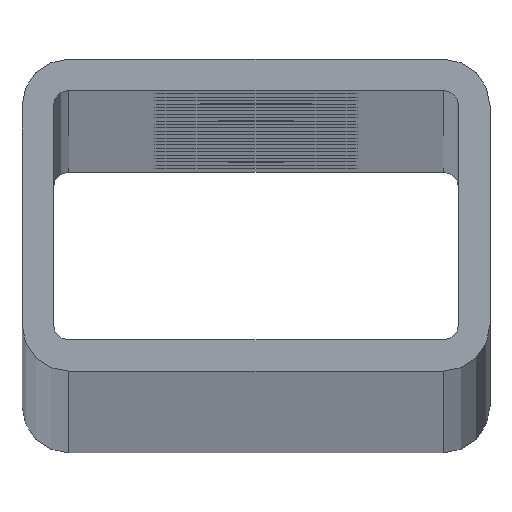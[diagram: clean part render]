
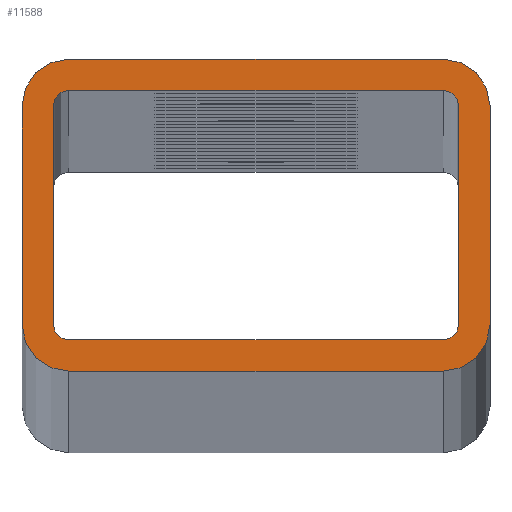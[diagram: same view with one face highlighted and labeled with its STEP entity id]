
A CAD part, top view. The second image highlights one B-rep face of the part: STEP entity #11588.
In plain terms, the highlighted planar face has unit normal (0, 0, 1).
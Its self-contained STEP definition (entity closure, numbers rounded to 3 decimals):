
#22 = EDGE_CURVE ( 'NONE', #9115, #6592, #11475, .T. ) ;
#201 = LINE ( 'NONE', #13151, #7401 ) ;
#229 = CIRCLE ( 'NONE', #7083, 3. ) ;
#231 = VERTEX_POINT ( 'NONE', #9002 ) ;
#273 = CARTESIAN_POINT ( 'NONE',  ( 15., 7., 1500. ) ) ;
#350 = DIRECTION ( 'NONE',  ( 0., 0., 1. ) ) ;
#478 = LINE ( 'NONE', #10200, #11257 ) ;
#480 = CARTESIAN_POINT ( 'NONE',  ( -12., -8., 1500. ) ) ;
#495 = LINE ( 'NONE', #10680, #11631 ) ;
#557 = DIRECTION ( 'NONE',  ( 0., 0., 1. ) ) ;
#575 = AXIS2_PLACEMENT_3D ( 'NONE', #3859, #12008, #4886 ) ;
#619 = DIRECTION ( 'NONE',  ( 1., 0., 0. ) ) ;
#719 = CARTESIAN_POINT ( 'NONE',  ( -15., 7., 1500. ) ) ;
#744 = CARTESIAN_POINT ( 'NONE',  ( -12., -10., 1500. ) ) ;
#774 = ORIENTED_EDGE ( 'NONE', *, *, #10619, .T. ) ;
#910 = VERTEX_POINT ( 'NONE', #10628 ) ;
#939 = EDGE_CURVE ( 'NONE', #10172, #7287, #495, .T. ) ;
#1159 = CARTESIAN_POINT ( 'NONE',  ( 12., 7., 1500. ) ) ;
#1494 = CARTESIAN_POINT ( 'NONE',  ( 12., -8., 1500. ) ) ;
#1537 = LINE ( 'NONE', #744, #7589 ) ;
#1973 = CARTESIAN_POINT ( 'NONE',  ( -13., 7., 1500. ) ) ;
#2020 = VERTEX_POINT ( 'NONE', #3234 ) ;
#2109 = EDGE_CURVE ( 'NONE', #4777, #231, #3332, .T. ) ;
#2147 = EDGE_CURVE ( 'NONE', #9684, #6347, #10635, .T. ) ;
#2196 = VERTEX_POINT ( 'NONE', #8379 ) ;
#2210 = CARTESIAN_POINT ( 'NONE',  ( 12., -10., 1500. ) ) ;
#2238 = CARTESIAN_POINT ( 'NONE',  ( -13., 7., 1500. ) ) ;
#2266 = EDGE_CURVE ( 'NONE', #12183, #10172, #6423, .T. ) ;
#2406 = EDGE_CURVE ( 'NONE', #2020, #910, #478, .T. ) ;
#2408 = DIRECTION ( 'NONE',  ( 1., 0., 0. ) ) ;
#2596 = DIRECTION ( 'NONE',  ( 0., 0., 1. ) ) ;
#3033 = FACE_OUTER_BOUND ( 'NONE', #7077, .T. ) ;
#3041 = AXIS2_PLACEMENT_3D ( 'NONE', #8613, #10711, #11752 ) ;
#3181 = DIRECTION ( 'NONE',  ( 1., 0., 0. ) ) ;
#3234 = CARTESIAN_POINT ( 'NONE',  ( 13., -7., 1500. ) ) ;
#3332 = LINE ( 'NONE', #719, #13060 ) ;
#3373 = ORIENTED_EDGE ( 'NONE', *, *, #9283, .T. ) ;
#3377 = EDGE_CURVE ( 'NONE', #231, #2196, #6242, .T. ) ;
#3566 = AXIS2_PLACEMENT_3D ( 'NONE', #6823, #557, #5864 ) ;
#3614 = VECTOR ( 'NONE', #7658, 1000. ) ;
#3695 = DIRECTION ( 'NONE',  ( 1., 0., 0. ) ) ;
#3859 = CARTESIAN_POINT ( 'NONE',  ( 12., -7., 1500. ) ) ;
#3946 = DIRECTION ( 'NONE',  ( 1., 0., 0. ) ) ;
#4153 = CARTESIAN_POINT ( 'NONE',  ( -12., 10., 1500. ) ) ;
#4171 = CARTESIAN_POINT ( 'NONE',  ( -12., 8., 1500. ) ) ;
#4180 = CARTESIAN_POINT ( 'NONE',  ( 12., 7., 1500. ) ) ;
#4435 = LINE ( 'NONE', #8751, #3614 ) ;
#4777 = VERTEX_POINT ( 'NONE', #11718 ) ;
#4886 = DIRECTION ( 'NONE',  ( 1., 0., 0. ) ) ;
#5009 = ORIENTED_EDGE ( 'NONE', *, *, #9683, .F. ) ;
#5093 = DIRECTION ( 'NONE',  ( 0., 1., 0. ) ) ;
#5112 = EDGE_CURVE ( 'NONE', #2196, #8396, #1537, .T. ) ;
#5157 = VERTEX_POINT ( 'NONE', #9773 ) ;
#5318 = ORIENTED_EDGE ( 'NONE', *, *, #2109, .T. ) ;
#5346 = DIRECTION ( 'NONE',  ( 0., -1., 0. ) ) ;
#5358 = EDGE_LOOP ( 'NONE', ( #5009, #11531, #8446, #6510, #12987, #11016, #12639, #6950 ) ) ;
#5422 = AXIS2_PLACEMENT_3D ( 'NONE', #1159, #11508, #13521 ) ;
#5583 = CARTESIAN_POINT ( 'NONE',  ( -12., -7., 1500. ) ) ;
#5647 = CARTESIAN_POINT ( 'NONE',  ( -12., 10., 1500. ) ) ;
#5658 = ORIENTED_EDGE ( 'NONE', *, *, #3377, .T. ) ;
#5864 = DIRECTION ( 'NONE',  ( -1., 0., 0. ) ) ;
#6081 = VECTOR ( 'NONE', #11486, 1000. ) ;
#6242 = CIRCLE ( 'NONE', #11197, 3. ) ;
#6347 = VERTEX_POINT ( 'NONE', #5647 ) ;
#6350 = CARTESIAN_POINT ( 'NONE',  ( 12., 10., 1500. ) ) ;
#6418 = EDGE_CURVE ( 'NONE', #12521, #9115, #201, .T. ) ;
#6423 = CIRCLE ( 'NONE', #3041, 1. ) ;
#6474 = EDGE_CURVE ( 'NONE', #7287, #2020, #9983, .T. ) ;
#6510 = ORIENTED_EDGE ( 'NONE', *, *, #6655, .F. ) ;
#6592 = VERTEX_POINT ( 'NONE', #1973 ) ;
#6655 = EDGE_CURVE ( 'NONE', #910, #12521, #11647, .T. ) ;
#6771 = FACE_BOUND ( 'NONE', #5358, .T. ) ;
#6823 = CARTESIAN_POINT ( 'NONE',  ( -12., 7., 1500. ) ) ;
#6950 = ORIENTED_EDGE ( 'NONE', *, *, #2266, .F. ) ;
#7016 = DIRECTION ( 'NONE',  ( 0., 0., 1. ) ) ;
#7077 = EDGE_LOOP ( 'NONE', ( #774, #11829, #11589, #5318, #5658, #12855, #11452, #3373 ) ) ;
#7083 = AXIS2_PLACEMENT_3D ( 'NONE', #4180, #8352, #3181 ) ;
#7287 = VERTEX_POINT ( 'NONE', #1494 ) ;
#7401 = VECTOR ( 'NONE', #11115, 1000. ) ;
#7534 = DIRECTION ( 'NONE',  ( 1., 0., 0. ) ) ;
#7589 = VECTOR ( 'NONE', #3946, 1000. ) ;
#7658 = DIRECTION ( 'NONE',  ( 0., 1., 0. ) ) ;
#7666 = LINE ( 'NONE', #2238, #9780 ) ;
#7715 = CIRCLE ( 'NONE', #12161, 3. ) ;
#7814 = CARTESIAN_POINT ( 'NONE',  ( -12., 7., 1500. ) ) ;
#7930 = CARTESIAN_POINT ( 'NONE',  ( 12., -7., 1500. ) ) ;
#8137 = AXIS2_PLACEMENT_3D ( 'NONE', #7814, #2596, #12926 ) ;
#8352 = DIRECTION ( 'NONE',  ( 0., 0., 1. ) ) ;
#8379 = CARTESIAN_POINT ( 'NONE',  ( -12., -10., 1500. ) ) ;
#8396 = VERTEX_POINT ( 'NONE', #2210 ) ;
#8446 = ORIENTED_EDGE ( 'NONE', *, *, #6418, .F. ) ;
#8613 = CARTESIAN_POINT ( 'NONE',  ( -12., -7., 1500. ) ) ;
#8693 = CARTESIAN_POINT ( 'NONE',  ( 12., 7., 1500. ) ) ;
#8694 = CARTESIAN_POINT ( 'NONE',  ( 12., 8., 1500. ) ) ;
#8751 = CARTESIAN_POINT ( 'NONE',  ( 15., 7., 1500. ) ) ;
#9002 = CARTESIAN_POINT ( 'NONE',  ( -15., -7., 1500. ) ) ;
#9115 = VERTEX_POINT ( 'NONE', #4171 ) ;
#9283 = EDGE_CURVE ( 'NONE', #5157, #10667, #4435, .T. ) ;
#9683 = EDGE_CURVE ( 'NONE', #6592, #12183, #7666, .T. ) ;
#9684 = VERTEX_POINT ( 'NONE', #6350 ) ;
#9744 = DIRECTION ( 'NONE',  ( 0., 0., 1. ) ) ;
#9773 = CARTESIAN_POINT ( 'NONE',  ( 15., -7., 1500. ) ) ;
#9780 = VECTOR ( 'NONE', #5346, 1000. ) ;
#9983 = CIRCLE ( 'NONE', #575, 1. ) ;
#10172 = VERTEX_POINT ( 'NONE', #480 ) ;
#10200 = CARTESIAN_POINT ( 'NONE',  ( 13., 7., 1500. ) ) ;
#10619 = EDGE_CURVE ( 'NONE', #10667, #9684, #229, .T. ) ;
#10628 = CARTESIAN_POINT ( 'NONE',  ( 13., 7., 1500. ) ) ;
#10635 = LINE ( 'NONE', #4153, #6081 ) ;
#10667 = VERTEX_POINT ( 'NONE', #273 ) ;
#10680 = CARTESIAN_POINT ( 'NONE',  ( -12., -8., 1500. ) ) ;
#10711 = DIRECTION ( 'NONE',  ( 0., 0., 1. ) ) ;
#10952 = PLANE ( 'NONE',  #11800 ) ;
#11016 = ORIENTED_EDGE ( 'NONE', *, *, #6474, .F. ) ;
#11043 = CARTESIAN_POINT ( 'NONE',  ( -13., -7., 1500. ) ) ;
#11115 = DIRECTION ( 'NONE',  ( -1., 0., 0. ) ) ;
#11197 = AXIS2_PLACEMENT_3D ( 'NONE', #5583, #350, #2408 ) ;
#11257 = VECTOR ( 'NONE', #5093, 1000. ) ;
#11452 = ORIENTED_EDGE ( 'NONE', *, *, #13149, .T. ) ;
#11475 = CIRCLE ( 'NONE', #3566, 1. ) ;
#11486 = DIRECTION ( 'NONE',  ( -1., 0., 0. ) ) ;
#11508 = DIRECTION ( 'NONE',  ( 0., 0., 1. ) ) ;
#11531 = ORIENTED_EDGE ( 'NONE', *, *, #22, .F. ) ;
#11588 = ADVANCED_FACE ( 'NONE', ( #3033, #6771 ), #10952, .T. ) ;
#11589 = ORIENTED_EDGE ( 'NONE', *, *, #12555, .T. ) ;
#11631 = VECTOR ( 'NONE', #7534, 1000. ) ;
#11647 = CIRCLE ( 'NONE', #5422, 1. ) ;
#11718 = CARTESIAN_POINT ( 'NONE',  ( -15., 7., 1500. ) ) ;
#11752 = DIRECTION ( 'NONE',  ( 1., 0., 0. ) ) ;
#11800 = AXIS2_PLACEMENT_3D ( 'NONE', #8693, #9744, #3695 ) ;
#11829 = ORIENTED_EDGE ( 'NONE', *, *, #2147, .T. ) ;
#12008 = DIRECTION ( 'NONE',  ( 0., 0., 1. ) ) ;
#12144 = CIRCLE ( 'NONE', #8137, 3. ) ;
#12161 = AXIS2_PLACEMENT_3D ( 'NONE', #7930, #7016, #619 ) ;
#12183 = VERTEX_POINT ( 'NONE', #11043 ) ;
#12264 = DIRECTION ( 'NONE',  ( 0., -1., 0. ) ) ;
#12521 = VERTEX_POINT ( 'NONE', #8694 ) ;
#12555 = EDGE_CURVE ( 'NONE', #6347, #4777, #12144, .T. ) ;
#12639 = ORIENTED_EDGE ( 'NONE', *, *, #939, .F. ) ;
#12855 = ORIENTED_EDGE ( 'NONE', *, *, #5112, .T. ) ;
#12926 = DIRECTION ( 'NONE',  ( -1., 0., 0. ) ) ;
#12987 = ORIENTED_EDGE ( 'NONE', *, *, #2406, .F. ) ;
#13060 = VECTOR ( 'NONE', #12264, 1000. ) ;
#13149 = EDGE_CURVE ( 'NONE', #8396, #5157, #7715, .T. ) ;
#13151 = CARTESIAN_POINT ( 'NONE',  ( -12., 8., 1500. ) ) ;
#13521 = DIRECTION ( 'NONE',  ( 1., 0., 0. ) ) ;
